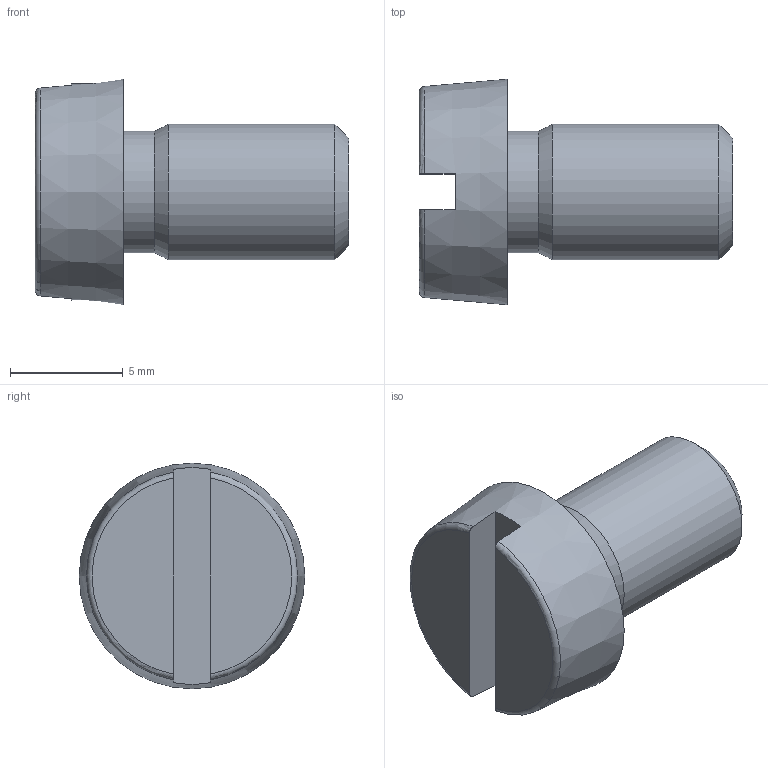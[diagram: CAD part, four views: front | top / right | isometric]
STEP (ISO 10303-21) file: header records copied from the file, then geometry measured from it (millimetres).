
FILE_DESCRIPTION(/* description */ ('Винты с цилиндрической головкой со шлицем. Класс A'),/* implementation_level */ '2;1');
FILE_NAME(/* name */ 'ISO 1207 - M6 x 10.stp',/* time_stamp */ '2020-09-04T00:05:16+05:00',/* author */ ('Дом'),/* organization */ (''),/* preprocessor_version */ 'ST-DEVELOPER v18.1',/* originating_system */ 'Autodesk Inventor 2021',/* authorisation */ '');
FILE_SCHEMA (('AUTOMOTIVE_DESIGN { 1 0 10303 214 3 1 1 }'));
Length unit declared in the file: millimetre
Products named in the file (1): ISO 1207 - M6 x 10
Bounding box: 13.9 x 10 x 10 mm (x, y, z)
Volume: 531.6 mm3; surface area: 473 mm2
Topology: 1 solids, 1 shells, 14 faces, 31 edges, 20 vertices
Faces by surface type: plane 7, cone 3, cylinder 2, torus 2
Full cylindrical faces by diameter (mm): 5.386 x1, 6 x1
Entity records: 458 total; most frequent: CARTESIAN_POINT 110, DIRECTION 67, ORIENTED_EDGE 62, EDGE_CURVE 31, AXIS2_PLACEMENT_3D 29, VERTEX_POINT 20, EDGE_LOOP 15, FACE_OUTER_BOUND 14
